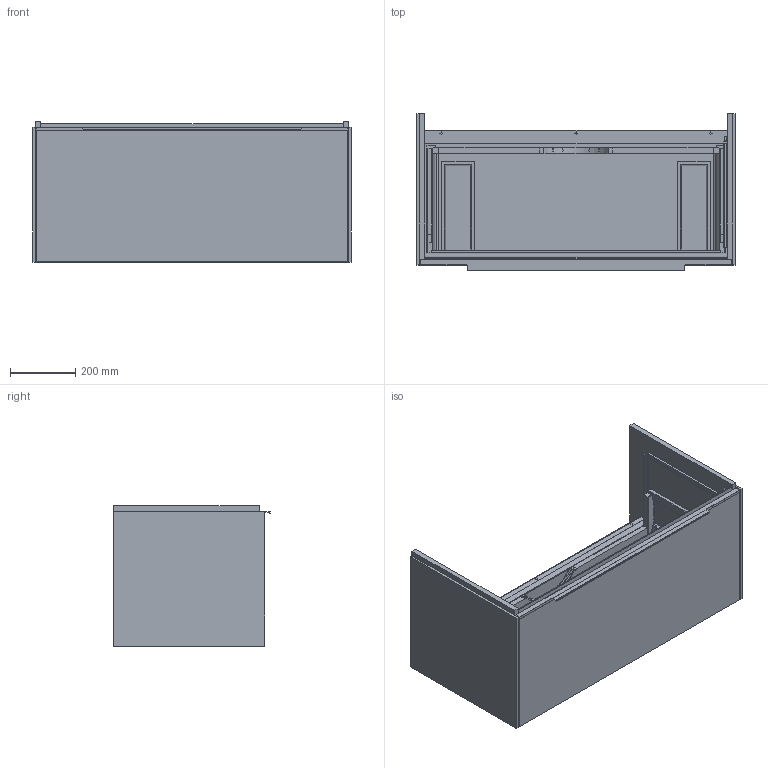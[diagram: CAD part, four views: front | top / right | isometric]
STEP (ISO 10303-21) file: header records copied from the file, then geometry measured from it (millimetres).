
FILE_DESCRIPTION(/* description */ (''),/* implementation_level */ '2;1');
FILE_NAME(/* name */ 'TK115_C5690Z_RFS.stp',/* time_stamp */ '2020-12-01T09:36:37+01:00',/* author */ ('StegeR'),/* organization */ (''),/* preprocessor_version */ 'ST-DEVELOPER v16.1',/* originating_system */ 'Autodesk Inventor 2016',/* authorisation */ '');
FILE_SCHEMA (('AUTOMOTIVE_DESIGN { 1 0 10303 214 3 1 1 }'));
Products named in the file (1): TK115_C5690Z_RFS
Bounding box: 973 x 478 x 429 mm (x, y, z)
Volume: 31758701.2 mm3; surface area: 5764282.3 mm2
Topology: 39 solids, 40 shells, 1752 faces, 4693 edges, 3083 vertices
Faces by surface type: plane 1133, cylinder 523, bspline 53, cone 25, sphere 10, torus 8
Full cylindrical faces by diameter (mm): 2.5 x2, 3 x2, 3.8 x1, 4 x6, 5 x9, 5.1 x2, 6 x10, 7.2 x2, 10 x2, 12 x2, 12.2 x2, 25 x2, 26 x2
Entity records: 58588 total; most frequent: CARTESIAN_POINT 14100, ORIENTED_EDGE 9218, DIRECTION 9025, EDGE_CURVE 4607, LINE 3387, VECTOR 3387, VERTEX_POINT 3064, AXIS2_PLACEMENT_3D 2819
